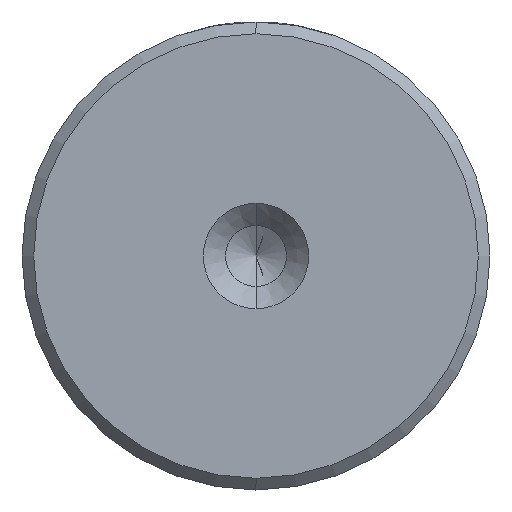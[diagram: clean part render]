
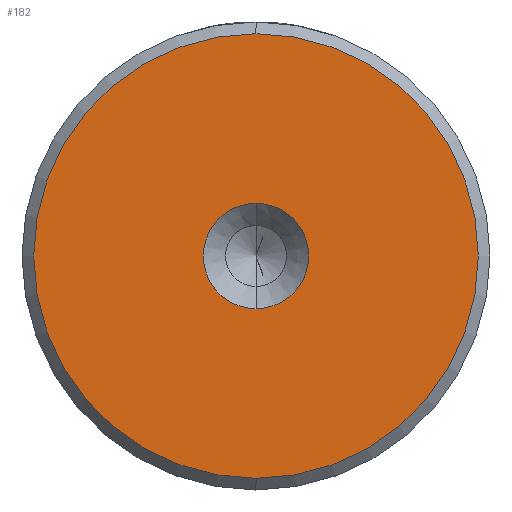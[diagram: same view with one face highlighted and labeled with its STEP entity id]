
A CAD part, left-side view. The second image highlights one B-rep face of the part: STEP entity #182.
In plain terms, the highlighted planar face has unit normal (-1, 0, 0).
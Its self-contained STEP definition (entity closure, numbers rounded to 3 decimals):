
#69 = EDGE_CURVE ( 'NONE', #1070, #1492, #923, .T. ) ;
#155 = AXIS2_PLACEMENT_3D ( 'NONE', #1576, #645, #1735 ) ;
#182 = ADVANCED_FACE ( 'NONE', ( #786, #449 ), #1793, .T. ) ;
#222 = DIRECTION ( 'NONE',  ( 0., 0., 1. ) ) ;
#240 = DIRECTION ( 'NONE',  ( 0., 0., 1. ) ) ;
#258 = DIRECTION ( 'NONE',  ( -1., 0., 0. ) ) ;
#263 = CARTESIAN_POINT ( 'NONE',  ( 0., 0., 0. ) ) ;
#382 = CIRCLE ( 'NONE', #583, 2.25 ) ;
#407 = DIRECTION ( 'NONE',  ( -1., 0., 0. ) ) ;
#413 = AXIS2_PLACEMENT_3D ( 'NONE', #422, #407, #222 ) ;
#422 = CARTESIAN_POINT ( 'NONE',  ( 0., 0., 0. ) ) ;
#428 = ORIENTED_EDGE ( 'NONE', *, *, #590, .T. ) ;
#449 = FACE_BOUND ( 'NONE', #1091, .T. ) ;
#466 = CARTESIAN_POINT ( 'NONE',  ( 0., 0., 2.25 ) ) ;
#517 = CIRCLE ( 'NONE', #155, 2.25 ) ;
#583 = AXIS2_PLACEMENT_3D ( 'NONE', #1844, #908, #2006 ) ;
#590 = EDGE_CURVE ( 'NONE', #1492, #1070, #610, .T. ) ;
#610 = CIRCLE ( 'NONE', #413, 9.5 ) ;
#645 = DIRECTION ( 'NONE',  ( -1., 0., 0. ) ) ;
#745 = ORIENTED_EDGE ( 'NONE', *, *, #1635, .F. ) ;
#758 = VERTEX_POINT ( 'NONE', #466 ) ;
#786 = FACE_OUTER_BOUND ( 'NONE', #2036, .T. ) ;
#908 = DIRECTION ( 'NONE',  ( -1., 0., 0. ) ) ;
#923 = CIRCLE ( 'NONE', #1133, 9.5 ) ;
#1052 = CARTESIAN_POINT ( 'NONE',  ( 0., 0., -2.25 ) ) ;
#1070 = VERTEX_POINT ( 'NONE', #1953 ) ;
#1091 = EDGE_LOOP ( 'NONE', ( #745, #1862 ) ) ;
#1133 = AXIS2_PLACEMENT_3D ( 'NONE', #263, #258, #240 ) ;
#1268 = ORIENTED_EDGE ( 'NONE', *, *, #69, .T. ) ;
#1421 = DIRECTION ( 'NONE',  ( 0., 0., 1. ) ) ;
#1476 = CARTESIAN_POINT ( 'NONE',  ( 0., 0., 0. ) ) ;
#1492 = VERTEX_POINT ( 'NONE', #1788 ) ;
#1576 = CARTESIAN_POINT ( 'NONE',  ( 0., 0., 0. ) ) ;
#1619 = DIRECTION ( 'NONE',  ( -1., 0., 0. ) ) ;
#1635 = EDGE_CURVE ( 'NONE', #758, #1897, #517, .T. ) ;
#1735 = DIRECTION ( 'NONE',  ( 0., 0., 1. ) ) ;
#1788 = CARTESIAN_POINT ( 'NONE',  ( 0., 0., -9.5 ) ) ;
#1793 = PLANE ( 'NONE',  #2091 ) ;
#1844 = CARTESIAN_POINT ( 'NONE',  ( 0., 0., 0. ) ) ;
#1862 = ORIENTED_EDGE ( 'NONE', *, *, #1910, .F. ) ;
#1897 = VERTEX_POINT ( 'NONE', #1052 ) ;
#1910 = EDGE_CURVE ( 'NONE', #1897, #758, #382, .T. ) ;
#1953 = CARTESIAN_POINT ( 'NONE',  ( 0., 0., 9.5 ) ) ;
#2006 = DIRECTION ( 'NONE',  ( 0., 0., 1. ) ) ;
#2036 = EDGE_LOOP ( 'NONE', ( #428, #1268 ) ) ;
#2091 = AXIS2_PLACEMENT_3D ( 'NONE', #1476, #1619, #1421 ) ;
